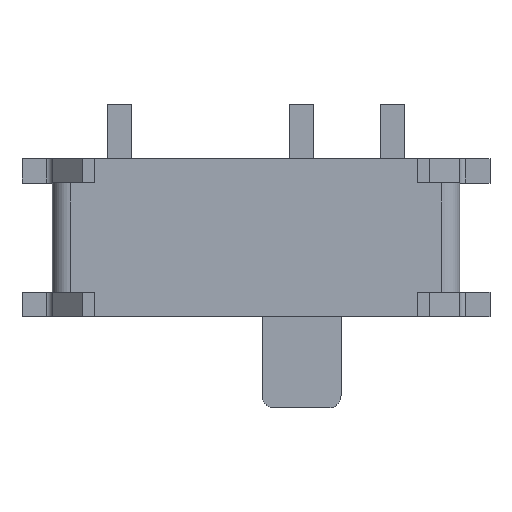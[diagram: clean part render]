
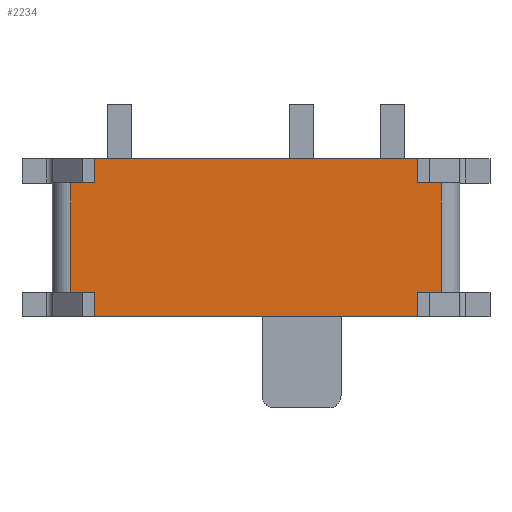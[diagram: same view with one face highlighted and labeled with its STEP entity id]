
A CAD part, top view. The second image highlights one B-rep face of the part: STEP entity #2234.
In plain terms, the highlighted planar face has unit normal (0, 0, 1).
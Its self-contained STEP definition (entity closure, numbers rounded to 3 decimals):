
#81=FACE_OUTER_BOUND('',#208,.T.);
#208=EDGE_LOOP('',(#1627,#1628,#1629,#1630,#1631,#1632,#1633,#1634,#1635,
#1636,#1637,#1638));
#343=LINE('',#3239,#630);
#347=LINE('',#3249,#634);
#372=LINE('',#3302,#659);
#379=LINE('',#3320,#666);
#385=LINE('',#3332,#672);
#388=LINE('',#3339,#675);
#394=LINE('',#3352,#681);
#397=LINE('',#3360,#684);
#398=LINE('',#3362,#685);
#399=LINE('',#3364,#686);
#400=LINE('',#3366,#687);
#401=LINE('',#3367,#688);
#630=VECTOR('',#2615,1.);
#634=VECTOR('',#2623,1.);
#659=VECTOR('',#2662,1.);
#666=VECTOR('',#2677,1.);
#672=VECTOR('',#2689,1.);
#675=VECTOR('',#2698,1.);
#681=VECTOR('',#2708,1.);
#684=VECTOR('',#2717,1.);
#685=VECTOR('',#2718,1.);
#686=VECTOR('',#2719,1.);
#687=VECTOR('',#2720,1.);
#688=VECTOR('',#2721,1.);
#950=VERTEX_POINT('',#3237);
#951=VERTEX_POINT('',#3238);
#954=VERTEX_POINT('',#3246);
#976=VERTEX_POINT('',#3301);
#982=VERTEX_POINT('',#3317);
#983=VERTEX_POINT('',#3319);
#986=VERTEX_POINT('',#3330);
#987=VERTEX_POINT('',#3338);
#992=VERTEX_POINT('',#3351);
#995=VERTEX_POINT('',#3361);
#996=VERTEX_POINT('',#3363);
#997=VERTEX_POINT('',#3365);
#1177=EDGE_CURVE('',#950,#951,#343,.T.);
#1182=EDGE_CURVE('',#951,#954,#347,.T.);
#1209=EDGE_CURVE('',#950,#976,#372,.T.);
#1218=EDGE_CURVE('',#983,#982,#379,.T.);
#1225=EDGE_CURVE('',#982,#986,#385,.T.);
#1228=EDGE_CURVE('',#987,#976,#388,.T.);
#1234=EDGE_CURVE('',#992,#987,#394,.T.);
#1239=EDGE_CURVE('',#954,#983,#397,.T.);
#1240=EDGE_CURVE('',#995,#986,#398,.T.);
#1241=EDGE_CURVE('',#995,#996,#399,.T.);
#1242=EDGE_CURVE('',#996,#997,#400,.T.);
#1243=EDGE_CURVE('',#992,#997,#401,.T.);
#1627=ORIENTED_EDGE('',*,*,#1182,.T.);
#1628=ORIENTED_EDGE('',*,*,#1239,.T.);
#1629=ORIENTED_EDGE('',*,*,#1218,.T.);
#1630=ORIENTED_EDGE('',*,*,#1225,.T.);
#1631=ORIENTED_EDGE('',*,*,#1240,.F.);
#1632=ORIENTED_EDGE('',*,*,#1241,.T.);
#1633=ORIENTED_EDGE('',*,*,#1242,.T.);
#1634=ORIENTED_EDGE('',*,*,#1243,.F.);
#1635=ORIENTED_EDGE('',*,*,#1234,.T.);
#1636=ORIENTED_EDGE('',*,*,#1228,.T.);
#1637=ORIENTED_EDGE('',*,*,#1209,.F.);
#1638=ORIENTED_EDGE('',*,*,#1177,.T.);
#2121=PLANE('',#2402);
#2234=ADVANCED_FACE('',(#81),#2121,.T.);
#2402=AXIS2_PLACEMENT_3D('',#3359,#2715,#2716);
#2615=DIRECTION('',(0.,1.,0.));
#2623=DIRECTION('',(1.,0.,0.));
#2662=DIRECTION('',(-1.,0.,0.));
#2677=DIRECTION('',(-1.,0.,0.));
#2689=DIRECTION('',(0.,1.,0.));
#2698=DIRECTION('',(0.,-1.,0.));
#2708=DIRECTION('',(1.,0.,0.));
#2715=DIRECTION('center_axis',(0.,0.,1.));
#2716=DIRECTION('ref_axis',(1.,0.,0.));
#2717=DIRECTION('',(0.,1.,0.));
#2718=DIRECTION('',(1.,0.,0.));
#2719=DIRECTION('',(0.,-1.,0.));
#2720=DIRECTION('',(-1.,0.,0.));
#2721=DIRECTION('',(0.,1.,0.));
#3237=CARTESIAN_POINT('',(6.5,0.,1.4));
#3238=CARTESIAN_POINT('',(6.5,0.4,1.4));
#3239=CARTESIAN_POINT('',(6.5,0.2,1.4));
#3246=CARTESIAN_POINT('',(6.9,0.4,1.4));
#3249=CARTESIAN_POINT('',(4.,0.4,1.4));
#3301=CARTESIAN_POINT('',(1.2,0.,1.4));
#3302=CARTESIAN_POINT('',(6.9,0.,1.4));
#3317=CARTESIAN_POINT('',(6.5,2.2,1.4));
#3319=CARTESIAN_POINT('',(6.9,2.2,1.4));
#3320=CARTESIAN_POINT('',(3.65,2.2,1.4));
#3330=CARTESIAN_POINT('',(6.5,2.6,1.4));
#3332=CARTESIAN_POINT('',(6.5,1.3,1.4));
#3338=CARTESIAN_POINT('',(1.2,0.4,1.4));
#3339=CARTESIAN_POINT('',(1.2,0.,1.4));
#3351=CARTESIAN_POINT('',(0.8,0.4,1.4));
#3352=CARTESIAN_POINT('',(1.,0.4,1.4));
#3359=CARTESIAN_POINT('Origin',(0.8,0.,1.4));
#3360=CARTESIAN_POINT('',(6.9,0.,1.4));
#3361=CARTESIAN_POINT('',(1.2,2.6,1.4));
#3362=CARTESIAN_POINT('',(6.9,2.6,1.4));
#3363=CARTESIAN_POINT('',(1.2,2.2,1.4));
#3364=CARTESIAN_POINT('',(1.2,1.1,1.4));
#3365=CARTESIAN_POINT('',(0.8,2.2,1.4));
#3366=CARTESIAN_POINT('',(0.65,2.2,1.4));
#3367=CARTESIAN_POINT('',(0.8,0.,1.4));
